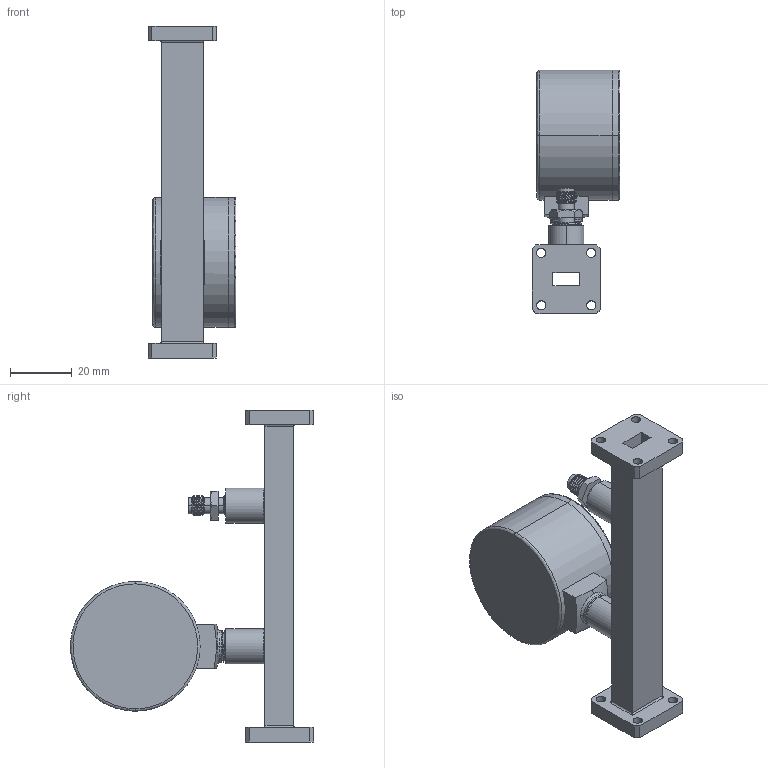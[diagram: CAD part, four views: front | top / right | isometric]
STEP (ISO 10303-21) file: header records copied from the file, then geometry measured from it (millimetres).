
FILE_DESCRIPTION (( 'STEP AP214' ), '1' );
FILE_NAME ('PEWSP1002.STEP', '2017-06-21T23:17:36', ( '' ), ( '' ), 'SwSTEP 2.0', 'SolidWorks 2014', '' );
FILE_SCHEMA (( 'AUTOMOTIVE_DESIGN' ));
Length unit declared in the file: inch
Products named in the file (1): PEWSP1002
Bounding box: 28.57 x 79.06 x 107.95 mm (x, y, z)
Volume: 53085 mm3; surface area: 22690.6 mm2
Topology: 4 solids, 4 shells, 413 faces, 1078 edges, 713 vertices
Faces by surface type: plane 157, cylinder 146, bspline 57, cone 41, torus 12
Entity records: 25482 total; most frequent: CARTESIAN_POINT 15326, ORIENTED_EDGE 2140, DIRECTION 1785, EDGE_CURVE 1070, VERTEX_POINT 713, AXIS2_PLACEMENT_3D 639, VECTOR 507, LINE 507
